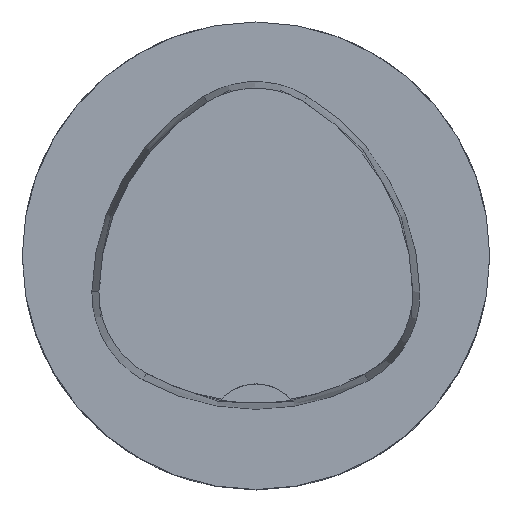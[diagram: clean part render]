
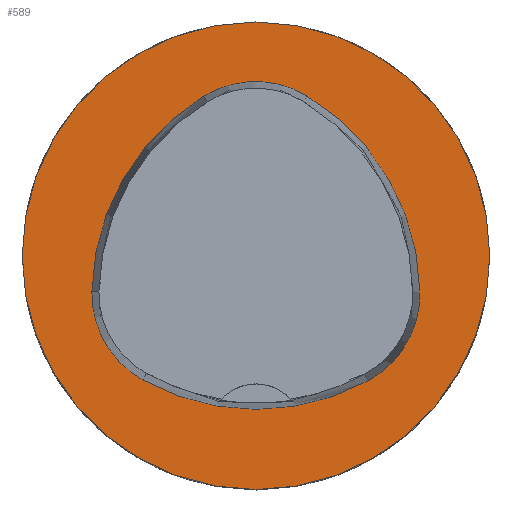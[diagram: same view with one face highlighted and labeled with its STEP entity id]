
A CAD part, top view. The second image highlights one B-rep face of the part: STEP entity #589.
In plain terms, the highlighted planar face has unit normal (0, 0, 1).
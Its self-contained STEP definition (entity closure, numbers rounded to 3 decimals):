
#306=FACE_BOUND('',#981,.T.);
#307=FACE_BOUND('',#982,.T.);
#417=PLANE('',#3877);
#589=ADVANCED_FACE('',(#306,#307),#417,.T.);
#981=EDGE_LOOP('',(#1900,#1901,#1902,#1903,#1904,#1905));
#982=EDGE_LOOP('',(#1906));
#1230=CIRCLE('',#3854,20.);
#1232=CIRCLE('',#3857,8.5);
#1234=CIRCLE('',#3860,20.);
#1236=CIRCLE('',#3863,8.5);
#1240=CIRCLE('',#3868,20.);
#1242=CIRCLE('',#3871,8.5);
#1245=CIRCLE('',#3876,20.);
#1900=ORIENTED_EDGE('',*,*,#2834,.T.);
#1901=ORIENTED_EDGE('',*,*,#2814,.T.);
#1902=ORIENTED_EDGE('',*,*,#2818,.T.);
#1903=ORIENTED_EDGE('',*,*,#2821,.T.);
#1904=ORIENTED_EDGE('',*,*,#2824,.T.);
#1905=ORIENTED_EDGE('',*,*,#2832,.T.);
#1906=ORIENTED_EDGE('',*,*,#2837,.F.);
#2405=VERTEX_POINT('',#6056);
#2406=VERTEX_POINT('',#6057);
#2409=VERTEX_POINT('',#6065);
#2411=VERTEX_POINT('',#6071);
#2413=VERTEX_POINT('',#6077);
#2420=VERTEX_POINT('',#6098);
#2421=VERTEX_POINT('',#6108);
#2814=EDGE_CURVE('',#2405,#2406,#1230,.T.);
#2818=EDGE_CURVE('',#2406,#2409,#1232,.T.);
#2821=EDGE_CURVE('',#2409,#2411,#1234,.T.);
#2824=EDGE_CURVE('',#2411,#2413,#1236,.T.);
#2832=EDGE_CURVE('',#2413,#2420,#1240,.T.);
#2834=EDGE_CURVE('',#2420,#2405,#1242,.T.);
#2837=EDGE_CURVE('',#2421,#2421,#1245,.T.);
#3854=AXIS2_PLACEMENT_3D('',#6055,#4527,#4528);
#3857=AXIS2_PLACEMENT_3D('',#6064,#4535,#4536);
#3860=AXIS2_PLACEMENT_3D('',#6070,#4542,#4543);
#3863=AXIS2_PLACEMENT_3D('',#6076,#4549,#4550);
#3868=AXIS2_PLACEMENT_3D('',#6099,#4561,#4562);
#3871=AXIS2_PLACEMENT_3D('',#6102,#4567,#4568);
#3876=AXIS2_PLACEMENT_3D('',#6107,#4577,#4578);
#3877=AXIS2_PLACEMENT_3D('',#6109,#4579,#4580);
#4527=DIRECTION('',(0.,0.,-1.));
#4528=DIRECTION('',(-1.,0.,0.));
#4535=DIRECTION('',(0.,0.,-1.));
#4536=DIRECTION('',(-1.,0.,0.));
#4542=DIRECTION('',(0.,0.,-1.));
#4543=DIRECTION('',(-1.,0.,0.));
#4549=DIRECTION('',(0.,0.,-1.));
#4550=DIRECTION('',(-1.,0.,0.));
#4561=DIRECTION('',(0.,0.,-1.));
#4562=DIRECTION('',(-1.,0.,0.));
#4567=DIRECTION('',(0.,0.,-1.));
#4568=DIRECTION('',(-1.,0.,0.));
#4577=DIRECTION('',(0.,0.,-1.));
#4578=DIRECTION('',(-1.,0.,0.));
#4579=DIRECTION('',(0.,0.,1.));
#4580=DIRECTION('',(-1.,0.,0.));
#6055=CARTESIAN_POINT('',(5.955,-3.414,0.));
#6056=CARTESIAN_POINT('',(-14.041,-3.042,0.));
#6057=CARTESIAN_POINT('',(-4.472,13.653,0.));
#6064=CARTESIAN_POINT('',(-0.04,6.4,0.));
#6065=CARTESIAN_POINT('',(4.347,13.68,0.));
#6070=CARTESIAN_POINT('',(-5.976,-3.45,0.));
#6071=CARTESIAN_POINT('',(14.021,-3.075,0.));
#6076=CARTESIAN_POINT('',(5.522,-3.235,0.));
#6077=CARTESIAN_POINT('',(9.588,-10.699,0.));
#6098=CARTESIAN_POINT('',(-9.655,-10.639,0.));
#6099=CARTESIAN_POINT('',(0.022,6.864,0.));
#6102=CARTESIAN_POINT('',(-5.543,-3.2,0.));
#6107=CARTESIAN_POINT('',(0.,0.,0.));
#6108=CARTESIAN_POINT('',(-20.,0.,0.));
#6109=CARTESIAN_POINT('',(0.,0.,0.));
